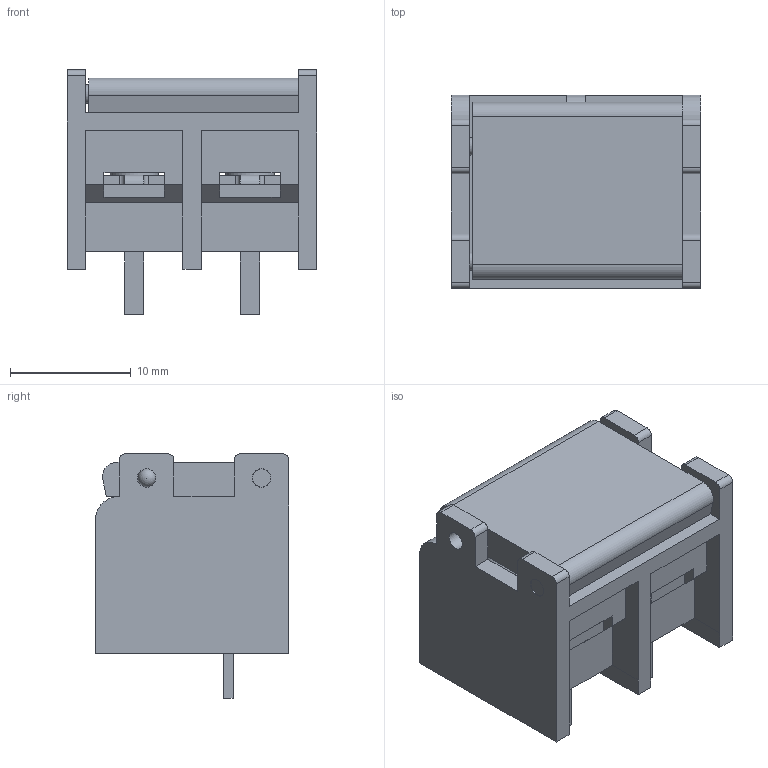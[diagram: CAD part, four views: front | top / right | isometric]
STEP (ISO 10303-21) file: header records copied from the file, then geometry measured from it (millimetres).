
FILE_DESCRIPTION(/* description */ (''),/* implementation_level */ '2;1');
FILE_NAME(/* name */ '2er Terminal Block 9.52mm v2.step',/* time_stamp */ '2021-01-03T15:28:08+01:00',/* author */ (''),/* organization */ (''),/* preprocessor_version */ 'ST-DEVELOPER v18.1',/* originating_system */ 'Autodesk Translation Framework v9.7.1.1290',/* authorisation */ '');
FILE_SCHEMA (('AUTOMOTIVE_DESIGN { 1 0 10303 214 3 1 1 }'));
Length unit declared in the file: millimetre
Products named in the file (5): 2er Terminal Block 9.52mm; ScrewTerminalBlock_1x9; Cover; Clamps; Block
Assembly tree (4 placements, depth 3):
  2er Terminal Block 9.52mm
    ScrewTerminalBlock_1x9
      Cover
      Clamps
      Block
Bounding box: 20.61 x 16 x 20.2 mm (x, y, z)
Volume: 3099.8 mm3; surface area: 4085.1 mm2
Topology: 6 solids, 6 shells, 241 faces, 609 edges, 384 vertices
Faces by surface type: plane 186, cylinder 38, sphere 7, cone 6, torus 4
Full cylindrical faces by diameter (mm): 1.5 x1, 1.52 x4, 3.3 x2, 4 x6
Entity records: 7398 total; most frequent: CARTESIAN_POINT 1316, DIRECTION 1241, ORIENTED_EDGE 1218, EDGE_CURVE 609, LINE 461, VECTOR 461, AXIS2_PLACEMENT_3D 390, VERTEX_POINT 385
